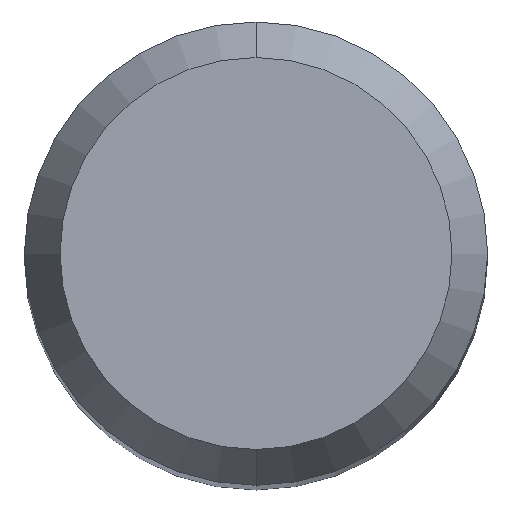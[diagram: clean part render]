
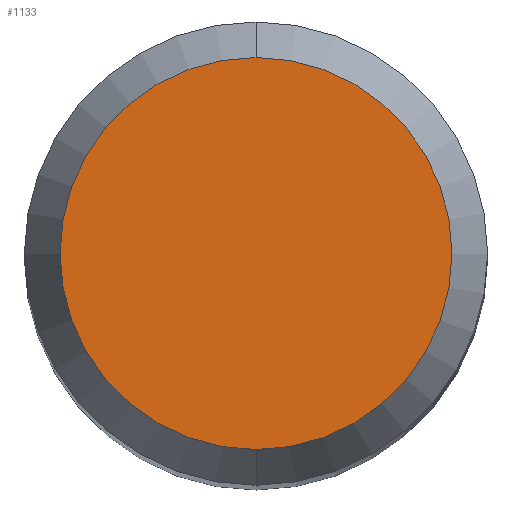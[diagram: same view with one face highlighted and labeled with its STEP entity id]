
A CAD part, top view. The second image highlights one B-rep face of the part: STEP entity #1133.
In plain terms, the highlighted planar face has unit normal (0, 0, 1).
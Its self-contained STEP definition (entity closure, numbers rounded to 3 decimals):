
#807=EDGE_CURVE('',#823,#1047,#1888,.T.);
#823=VERTEX_POINT('',#1905);
#1047=VERTEX_POINT('',#2154);
#1133=ADVANCED_FACE('',(#2246),#2247,.T.);
#1501=EDGE_CURVE('',#1047,#823,#2650,.T.);
#1888=CIRCLE('',#4121,2.538);
#1905=CARTESIAN_POINT('',(0.0,2.538,0.0));
#2154=CARTESIAN_POINT('',(0.,-2.538,0.0));
#2246=FACE_OUTER_BOUND('',#5860,.T.);
#2247=PLANE('',#5861);
#2650=CIRCLE('',#7694,2.538);
#4121=AXIS2_PLACEMENT_3D('',#8708,#8709,#8710);
#5860=EDGE_LOOP('',(#9084,#9085));
#5861=AXIS2_PLACEMENT_3D('',#9086,#9087,#9088);
#7694=AXIS2_PLACEMENT_3D('',#9545,#9546,#9547);
#8708=CARTESIAN_POINT('',(0.0,0.0,0.0));
#8709=DIRECTION('',(0.0,0.0,-1.0));
#8710=DIRECTION('',(0.0,1.0,0.0));
#9084=ORIENTED_EDGE('',*,*,#807,.F.);
#9085=ORIENTED_EDGE('',*,*,#1501,.F.);
#9086=CARTESIAN_POINT('',(0.0,1.269,0.0));
#9087=DIRECTION('',(-0.0,0.0,1.0));
#9088=DIRECTION('',(0.0,-1.0,0.0));
#9545=CARTESIAN_POINT('',(0.0,0.0,0.0));
#9546=DIRECTION('',(0.0,0.0,-1.0));
#9547=DIRECTION('',(0.0,1.0,0.0));
